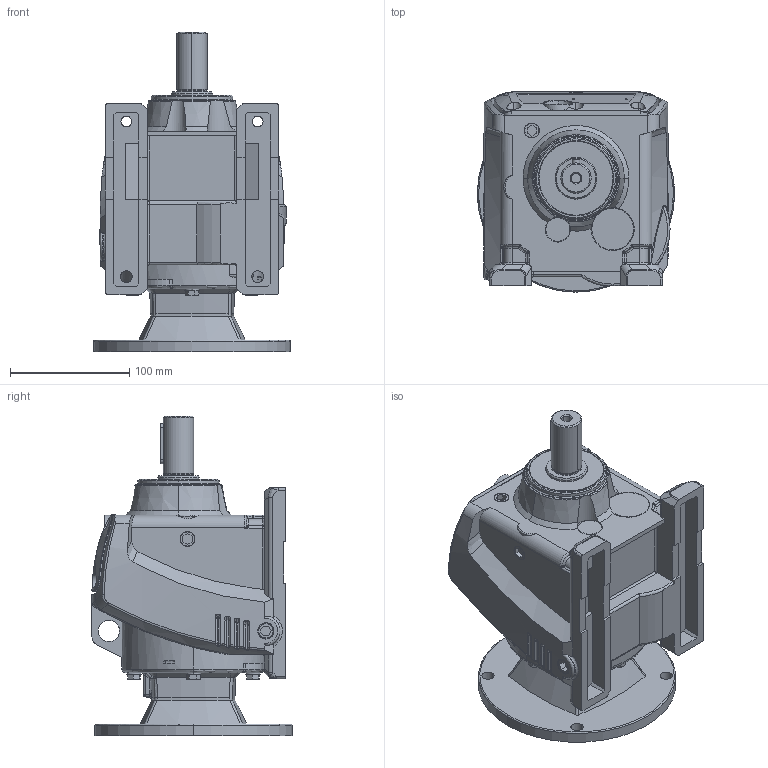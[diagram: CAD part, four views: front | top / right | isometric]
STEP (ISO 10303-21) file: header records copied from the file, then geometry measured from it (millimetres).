
FILE_DESCRIPTION (( 'STEP AP214' ), '1' );
FILE_NAME ('HGR-37-040-A.STEP', '2016-03-15T16:48:24', ( '' ), ( '' ), 'SwSTEP 2.0', 'SolidWorks 2015', '' );
FILE_SCHEMA (( 'AUTOMOTIVE_DESIGN' ));
Length unit declared in the file: inch
Products named in the file (1): HGR-37-040-A
Bounding box: 165.1 x 167.55 x 268 mm (x, y, z)
Volume: 2781406.1 mm3; surface area: 247594.8 mm2
Topology: 4 solids, 4 shells, 1036 faces, 2706 edges, 1689 vertices
Faces by surface type: plane 343, bspline 333, cylinder 277, cone 83
Entity records: 56372 total; most frequent: CARTESIAN_POINT 34045, ORIENTED_EDGE 5322, DIRECTION 3624, EDGE_CURVE 2661, VERTEX_POINT 1689, AXIS2_PLACEMENT_3D 1324, EDGE_LOOP 1112, FACE_OUTER_BOUND 1036
